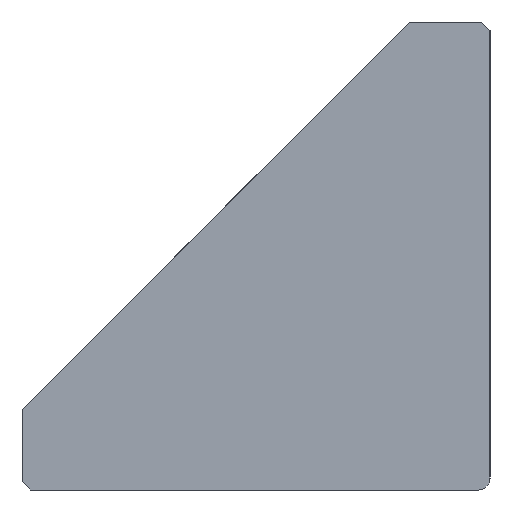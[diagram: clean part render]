
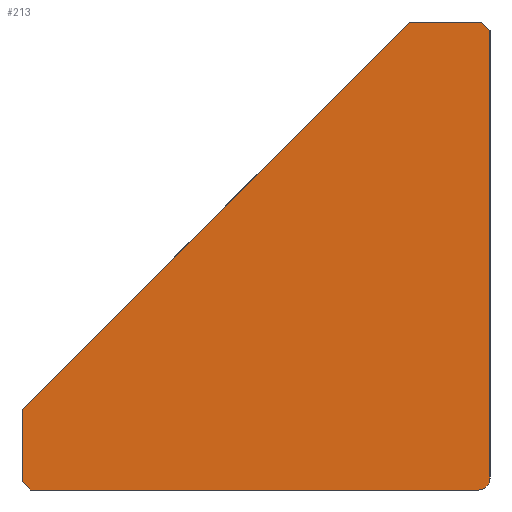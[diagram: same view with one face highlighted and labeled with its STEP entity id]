
A CAD part, left-side view. The second image highlights one B-rep face of the part: STEP entity #213.
In plain terms, the highlighted planar face has unit normal (-1, 0, 0).
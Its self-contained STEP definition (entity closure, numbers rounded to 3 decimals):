
#213 = ADVANCED_FACE( '', ( #458 ), #459, .F. );
#458 = FACE_OUTER_BOUND( '', #732, .T. );
#459 = PLANE( '', #733 );
#732 = EDGE_LOOP( '', ( #1254, #1255, #1256, #1257, #1258, #1259, #1260, #1261 ) );
#733 = AXIS2_PLACEMENT_3D( '', #1262, #1263, #1264 );
#1254 = ORIENTED_EDGE( '', *, *, #1870, .F. );
#1255 = ORIENTED_EDGE( '', *, *, #1871, .F. );
#1256 = ORIENTED_EDGE( '', *, *, #1814, .F. );
#1257 = ORIENTED_EDGE( '', *, *, #1685, .F. );
#1258 = ORIENTED_EDGE( '', *, *, #1808, .F. );
#1259 = ORIENTED_EDGE( '', *, *, #1872, .F. );
#1260 = ORIENTED_EDGE( '', *, *, #1873, .F. );
#1261 = ORIENTED_EDGE( '', *, *, #1874, .F. );
#1262 = CARTESIAN_POINT( '', ( -20., 1., 1. ) );
#1263 = DIRECTION( '', ( 1., 0., 0. ) );
#1264 = DIRECTION( '', ( 0., 0., -1. ) );
#1685 = EDGE_CURVE( '', #2017, #2019, #2020, .T. );
#1808 = EDGE_CURVE( '', #2224, #2017, #2226, .T. );
#1814 = EDGE_CURVE( '', #2019, #2234, #2235, .T. );
#1870 = EDGE_CURVE( '', #2312, #2313, #2314, .T. );
#1871 = EDGE_CURVE( '', #2234, #2312, #2315, .T. );
#1872 = EDGE_CURVE( '', #2316, #2224, #2317, .T. );
#1873 = EDGE_CURVE( '', #2318, #2316, #2319, .T. );
#1874 = EDGE_CURVE( '', #2313, #2318, #2320, .T. );
#2017 = VERTEX_POINT( '', #2500 );
#2019 = VERTEX_POINT( '', #2503 );
#2020 = LINE( '', #2504, #2505 );
#2224 = VERTEX_POINT( '', #2800 );
#2226 = CIRCLE( '', #2803, 1. );
#2234 = VERTEX_POINT( '', #2814 );
#2235 = LINE( '', #2815, #2816 );
#2312 = VERTEX_POINT( '', #2931 );
#2313 = VERTEX_POINT( '', #2932 );
#2314 = LINE( '', #2933, #2934 );
#2315 = LINE( '', #2935, #2936 );
#2316 = VERTEX_POINT( '', #2937 );
#2317 = LINE( '', #2938, #2939 );
#2318 = VERTEX_POINT( '', #2940 );
#2319 = LINE( '', #2941, #2942 );
#2320 = LINE( '', #2943, #2944 );
#2500 = CARTESIAN_POINT( '', ( -20., 1., 0. ) );
#2503 = CARTESIAN_POINT( '', ( -20., 38.325, 0. ) );
#2504 = CARTESIAN_POINT( '', ( -20., 1., 0. ) );
#2505 = VECTOR( '', #3144, 1000. );
#2800 = CARTESIAN_POINT( '', ( -20., 0., 1. ) );
#2803 = AXIS2_PLACEMENT_3D( '', #3264, #3265, #3266 );
#2814 = CARTESIAN_POINT( '', ( -20., 39., 0.675 ) );
#2815 = CARTESIAN_POINT( '', ( -20., 38.325, 0. ) );
#2816 = VECTOR( '', #3270, 1000. );
#2931 = CARTESIAN_POINT( '', ( -20., 39., 6.679 ) );
#2932 = CARTESIAN_POINT( '', ( -20., 6.679, 39. ) );
#2933 = CARTESIAN_POINT( '', ( -20., 39., 6.679 ) );
#2934 = VECTOR( '', #3312, 1000. );
#2935 = CARTESIAN_POINT( '', ( -20., 39., 0.675 ) );
#2936 = VECTOR( '', #3313, 1000. );
#2937 = CARTESIAN_POINT( '', ( -20., 0., 38.325 ) );
#2938 = CARTESIAN_POINT( '', ( -20., 0., 38.325 ) );
#2939 = VECTOR( '', #3314, 1000. );
#2940 = CARTESIAN_POINT( '', ( -20., 0.675, 39. ) );
#2941 = CARTESIAN_POINT( '', ( -20., 0.675, 39. ) );
#2942 = VECTOR( '', #3315, 1000. );
#2943 = CARTESIAN_POINT( '', ( -20., 6.679, 39. ) );
#2944 = VECTOR( '', #3316, 1000. );
#3144 = DIRECTION( '', ( 0., 1., 0. ) );
#3264 = CARTESIAN_POINT( '', ( -20., 1., 1. ) );
#3265 = DIRECTION( '', ( 1., 0., 0. ) );
#3266 = DIRECTION( '', ( 0., 0., -1. ) );
#3270 = DIRECTION( '', ( 0., 0.707, 0.707 ) );
#3312 = DIRECTION( '', ( 0., -0.707, 0.707 ) );
#3313 = DIRECTION( '', ( 0., 0., 1. ) );
#3314 = DIRECTION( '', ( 0., 0., -1. ) );
#3315 = DIRECTION( '', ( 0., -0.707, -0.707 ) );
#3316 = DIRECTION( '', ( 0., -1., 0. ) );
